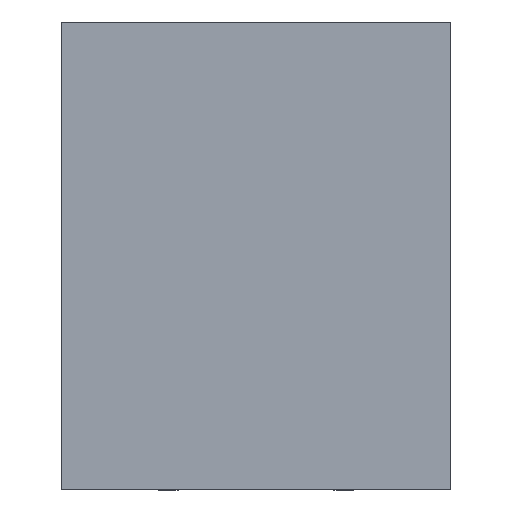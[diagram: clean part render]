
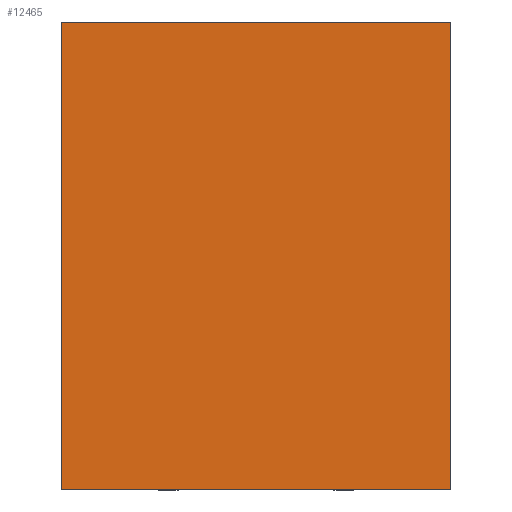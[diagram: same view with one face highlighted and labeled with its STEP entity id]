
A CAD part, top view. The second image highlights one B-rep face of the part: STEP entity #12465.
In plain terms, the highlighted face is planar.
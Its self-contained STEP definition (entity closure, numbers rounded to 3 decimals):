
#9567=DIRECTION('',(1.,0.,0.));
#9568=VECTOR('',#9567,5.);
#9569=CARTESIAN_POINT('',(-2.5,1.475,3.));
#9570=LINE('',#9569,#9568);
#9574=DIRECTION('',(0.,0.,1.));
#9575=VECTOR('',#9574,6.);
#9576=CARTESIAN_POINT('',(-2.5,1.475,-3.));
#9577=LINE('',#9576,#9575);
#9581=DIRECTION('',(-1.,0.,0.));
#9582=VECTOR('',#9581,5.);
#9583=CARTESIAN_POINT('',(2.5,1.475,-3.));
#9584=LINE('',#9583,#9582);
#9588=DIRECTION('',(0.,0.,-1.));
#9589=VECTOR('',#9588,6.);
#9590=CARTESIAN_POINT('',(2.5,1.475,3.));
#9591=LINE('',#9590,#9589);
#10785=CARTESIAN_POINT('',(-2.5,1.475,3.));
#10786=CARTESIAN_POINT('',(2.5,1.475,3.));
#10787=VERTEX_POINT('',#10785);
#10788=VERTEX_POINT('',#10786);
#10789=CARTESIAN_POINT('',(2.5,1.475,-3.));
#10790=VERTEX_POINT('',#10789);
#10791=CARTESIAN_POINT('',(-2.5,1.475,-3.));
#10792=VERTEX_POINT('',#10791);
#12453=CARTESIAN_POINT('',(0.,1.475,0.));
#12454=DIRECTION('',(0.,1.,0.));
#12455=DIRECTION('',(1.,0.,0.));
#12456=AXIS2_PLACEMENT_3D('',#12453,#12454,#12455);
#12457=PLANE('',#12456);
#12458=ORIENTED_EDGE('',*,*,#12193,.F.);
#12459=ORIENTED_EDGE('',*,*,#12336,.F.);
#12460=ORIENTED_EDGE('',*,*,#11800,.F.);
#12462=ORIENTED_EDGE('',*,*,#12461,.F.);
#12463=EDGE_LOOP('',(#12458,#12459,#12460,#12462));
#12464=FACE_OUTER_BOUND('',#12463,.F.);
#11800=EDGE_CURVE('',#10790,#10792,#9584,.T.);
#12193=EDGE_CURVE('',#10787,#10788,#9570,.T.);
#12336=EDGE_CURVE('',#10792,#10787,#9577,.T.);
#12461=EDGE_CURVE('',#10788,#10790,#9591,.T.);
#12465=ADVANCED_FACE('',(#12464),#12457,.T.);
